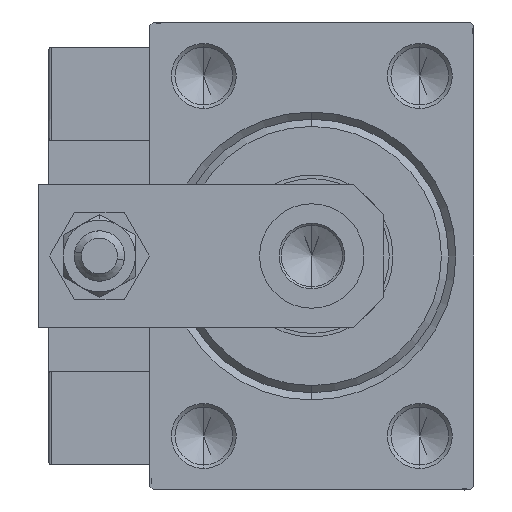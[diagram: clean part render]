
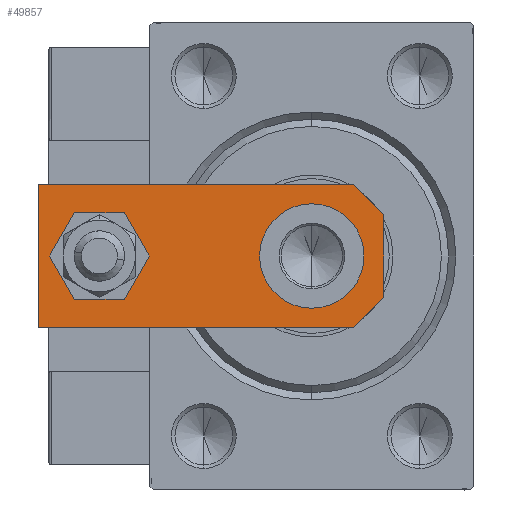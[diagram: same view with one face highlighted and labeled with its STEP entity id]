
A CAD part, left-side view. The second image highlights one B-rep face of the part: STEP entity #49857.
In plain terms, the highlighted face is planar.
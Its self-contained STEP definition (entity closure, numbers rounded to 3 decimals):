
#43 = CARTESIAN_POINT ( 'NONE',  ( 0., 39.5, 6. ) ) ;
#2019 = PLANE ( 'NONE',  #42047 ) ;
#2390 = CARTESIAN_POINT ( 'NONE',  ( 2.88, -2.88, 6. ) ) ;
#2664 = EDGE_LOOP ( 'NONE', ( #7896, #31945 ) ) ;
#2789 = VECTOR ( 'NONE', #12161, 1000. ) ;
#3502 = VECTOR ( 'NONE', #11316, 1000. ) ;
#5583 = VERTEX_POINT ( 'NONE', #28005 ) ;
#6806 = CARTESIAN_POINT ( 'NONE',  ( -4., 39.5, 6. ) ) ;
#7350 = EDGE_CURVE ( 'NONE', #49080, #19185, #51728, .T. ) ;
#7373 = DIRECTION ( 'NONE',  ( 1., 0., 0. ) ) ;
#7391 = DIRECTION ( 'NONE',  ( -1., 0., 0. ) ) ;
#7896 = ORIENTED_EDGE ( 'NONE', *, *, #48076, .F. ) ;
#9711 = EDGE_CURVE ( 'NONE', #34657, #47390, #27426, .T. ) ;
#9856 = FACE_BOUND ( 'NONE', #13058, .T. ) ;
#10118 = DIRECTION ( 'NONE',  ( 0., 0., 1. ) ) ;
#10251 = ORIENTED_EDGE ( 'NONE', *, *, #44478, .T. ) ;
#10301 = CARTESIAN_POINT ( 'NONE',  ( 7.25, 10., 6. ) ) ;
#10470 = ORIENTED_EDGE ( 'NONE', *, *, #33736, .T. ) ;
#10557 = LINE ( 'NONE', #11576, #43635 ) ;
#11316 = DIRECTION ( 'NONE',  ( 0., -1., 0. ) ) ;
#11576 = CARTESIAN_POINT ( 'NONE',  ( 10., 48., 6. ) ) ;
#11642 = EDGE_CURVE ( 'NONE', #23355, #51111, #43401, .T. ) ;
#12161 = DIRECTION ( 'NONE',  ( 0.707, -0.707, 0. ) ) ;
#13028 = LINE ( 'NONE', #28985, #17184 ) ;
#13058 = EDGE_LOOP ( 'NONE', ( #14869, #48179 ) ) ;
#14869 = ORIENTED_EDGE ( 'NONE', *, *, #31744, .F. ) ;
#16087 = LINE ( 'NONE', #51419, #2789 ) ;
#16195 = ORIENTED_EDGE ( 'NONE', *, *, #24536, .T. ) ;
#17184 = VECTOR ( 'NONE', #42315, 1000. ) ;
#17274 = CARTESIAN_POINT ( 'NONE',  ( -10., 48., 6. ) ) ;
#17938 = EDGE_CURVE ( 'NONE', #19185, #40851, #10557, .T. ) ;
#17940 = EDGE_CURVE ( 'NONE', #40851, #22552, #27266, .T. ) ;
#19185 = VERTEX_POINT ( 'NONE', #25980 ) ;
#19407 = CARTESIAN_POINT ( 'NONE',  ( 0., 39.5, 6. ) ) ;
#19786 = CARTESIAN_POINT ( 'NONE',  ( 10., 0., 6. ) ) ;
#20070 = DIRECTION ( 'NONE',  ( 0., 0., 1. ) ) ;
#20854 = AXIS2_PLACEMENT_3D ( 'NONE', #44942, #20070, #36833 ) ;
#21648 = VECTOR ( 'NONE', #23007, 1000. ) ;
#21889 = DIRECTION ( 'NONE',  ( 1., 0., 0. ) ) ;
#22143 = CARTESIAN_POINT ( 'NONE',  ( 0., 0., 6. ) ) ;
#22552 = VERTEX_POINT ( 'NONE', #46904 ) ;
#23007 = DIRECTION ( 'NONE',  ( 0.707, 0.707, 0. ) ) ;
#23020 = CARTESIAN_POINT ( 'NONE',  ( -5.76, 0., 6. ) ) ;
#23355 = VERTEX_POINT ( 'NONE', #10301 ) ;
#24014 = CARTESIAN_POINT ( 'NONE',  ( 0., 10., 6. ) ) ;
#24281 = AXIS2_PLACEMENT_3D ( 'NONE', #19407, #35389, #7373 ) ;
#24536 = EDGE_CURVE ( 'NONE', #22552, #45938, #16087, .T. ) ;
#24645 = AXIS2_PLACEMENT_3D ( 'NONE', #24014, #27686, #48113 ) ;
#25980 = CARTESIAN_POINT ( 'NONE',  ( 10., 48., 6. ) ) ;
#27105 = DIRECTION ( 'NONE',  ( 0., 1., 0. ) ) ;
#27266 = LINE ( 'NONE', #42487, #3502 ) ;
#27426 = CIRCLE ( 'NONE', #38343, 4. ) ;
#27686 = DIRECTION ( 'NONE',  ( 0., 0., 1. ) ) ;
#28005 = CARTESIAN_POINT ( 'NONE',  ( 5.76, 0., 6. ) ) ;
#28803 = CARTESIAN_POINT ( 'NONE',  ( 4., 39.5, 6. ) ) ;
#28832 = CIRCLE ( 'NONE', #24645, 7.25 ) ;
#28985 = CARTESIAN_POINT ( 'NONE',  ( -10., 0., 6. ) ) ;
#29257 = ORIENTED_EDGE ( 'NONE', *, *, #17938, .T. ) ;
#31744 = EDGE_CURVE ( 'NONE', #51111, #23355, #28832, .T. ) ;
#31945 = ORIENTED_EDGE ( 'NONE', *, *, #9711, .F. ) ;
#33004 = ORIENTED_EDGE ( 'NONE', *, *, #17940, .T. ) ;
#33736 = EDGE_CURVE ( 'NONE', #45938, #5583, #13028, .T. ) ;
#34598 = ORIENTED_EDGE ( 'NONE', *, *, #7350, .T. ) ;
#34657 = VERTEX_POINT ( 'NONE', #28803 ) ;
#35389 = DIRECTION ( 'NONE',  ( 0., 0., 1. ) ) ;
#36833 = DIRECTION ( 'NONE',  ( 1., 0., 0. ) ) ;
#37361 = FACE_BOUND ( 'NONE', #2664, .T. ) ;
#38343 = AXIS2_PLACEMENT_3D ( 'NONE', #43, #47399, #43746 ) ;
#40851 = VERTEX_POINT ( 'NONE', #17274 ) ;
#40926 = CARTESIAN_POINT ( 'NONE',  ( -7.25, 10., 6. ) ) ;
#42047 = AXIS2_PLACEMENT_3D ( 'NONE', #22143, #10118, #21889 ) ;
#42315 = DIRECTION ( 'NONE',  ( 1., 0., 0. ) ) ;
#42487 = CARTESIAN_POINT ( 'NONE',  ( -10., 48., 6. ) ) ;
#43308 = CARTESIAN_POINT ( 'NONE',  ( 10., 4.24, 6. ) ) ;
#43401 = CIRCLE ( 'NONE', #20854, 7.25 ) ;
#43635 = VECTOR ( 'NONE', #7391, 1000. ) ;
#43746 = DIRECTION ( 'NONE',  ( 1., 0., 0. ) ) ;
#44478 = EDGE_CURVE ( 'NONE', #5583, #49080, #45839, .T. ) ;
#44942 = CARTESIAN_POINT ( 'NONE',  ( 0., 10., 6. ) ) ;
#45714 = FACE_OUTER_BOUND ( 'NONE', #50305, .T. ) ;
#45839 = LINE ( 'NONE', #2390, #21648 ) ;
#45938 = VERTEX_POINT ( 'NONE', #23020 ) ;
#46856 = CIRCLE ( 'NONE', #24281, 4. ) ;
#46904 = CARTESIAN_POINT ( 'NONE',  ( -10., 4.24, 6. ) ) ;
#47390 = VERTEX_POINT ( 'NONE', #6806 ) ;
#47399 = DIRECTION ( 'NONE',  ( 0., 0., 1. ) ) ;
#48076 = EDGE_CURVE ( 'NONE', #47390, #34657, #46856, .T. ) ;
#48113 = DIRECTION ( 'NONE',  ( 1., 0., 0. ) ) ;
#48179 = ORIENTED_EDGE ( 'NONE', *, *, #11642, .F. ) ;
#49080 = VERTEX_POINT ( 'NONE', #43308 ) ;
#49857 = ADVANCED_FACE ( 'NONE', ( #37361, #45714, #9856 ), #2019, .T. ) ;
#50071 = VECTOR ( 'NONE', #27105, 1000. ) ;
#50305 = EDGE_LOOP ( 'NONE', ( #33004, #16195, #10470, #10251, #34598, #29257 ) ) ;
#51111 = VERTEX_POINT ( 'NONE', #40926 ) ;
#51419 = CARTESIAN_POINT ( 'NONE',  ( -2.88, -2.88, 6. ) ) ;
#51728 = LINE ( 'NONE', #19786, #50071 ) ;
